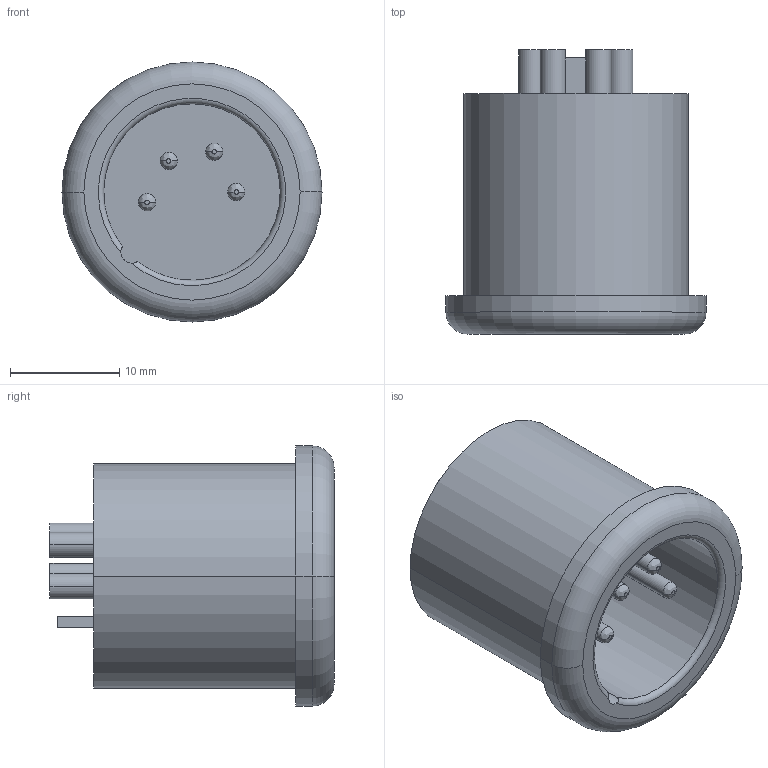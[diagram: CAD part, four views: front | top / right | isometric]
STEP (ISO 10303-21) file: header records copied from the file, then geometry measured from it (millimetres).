
FILE_DESCRIPTION((''),'2;1');
FILE_NAME('D-NC4MPR-HD-BODY','2014-03-21T',('odo'),(''),'PRO/ENGINEER BY PARAMETRIC TECHNOLOGY CORPORATION, 2011310','PRO/ENGINEER BY PARAMETRIC TECHNOLOGY CORPORATION, 2011310','');
FILE_SCHEMA(('AUTOMOTIVE_DESIGN_CC2 { 1 2 10303 214 -1 1 5 2 }'));
Length unit declared in the file: millimetre
Products named in the file (1): D-NC4MPR-HD-BODY
Bounding box: 23.8 x 26 x 23.8 mm (x, y, z)
Volume: 4814.5 mm3; surface area: 3469.6 mm2
Topology: 1 solids, 1 shells, 62 faces, 125 edges, 80 vertices
Faces by surface type: cylinder 30, plane 21, bspline 8, torus 3
Entity records: 2065 total; most frequent: CARTESIAN_POINT 495, DIRECTION 312, ORIENTED_EDGE 250, COLOUR_RGB 209, AXIS2_PLACEMENT_3D 135, EDGE_CURVE 125, CIRCLE 81, VERTEX_POINT 80
